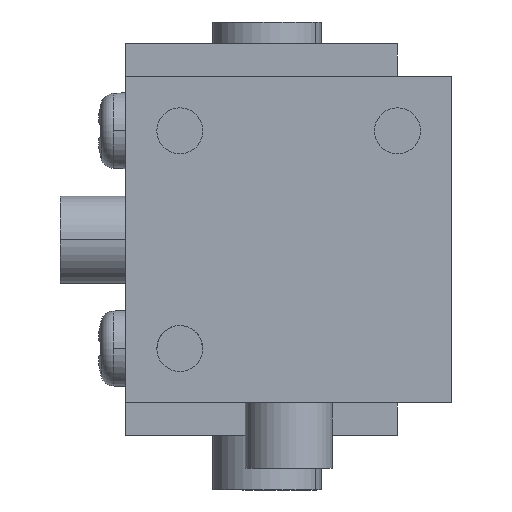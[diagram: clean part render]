
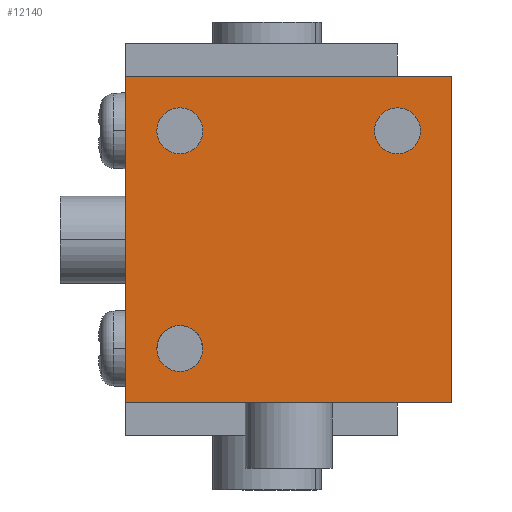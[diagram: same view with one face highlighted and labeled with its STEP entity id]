
A CAD part, front view. The second image highlights one B-rep face of the part: STEP entity #12140.
In plain terms, the highlighted face is planar.
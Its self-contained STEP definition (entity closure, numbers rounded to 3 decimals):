
#86 = DIRECTION ( 'NONE',  ( 0., 0., 1. ) ) ;
#132 = ORIENTED_EDGE ( 'NONE', *, *, #6281, .T. ) ;
#146 = DIRECTION ( 'NONE',  ( 1., 0., 0. ) ) ;
#357 = DIRECTION ( 'NONE',  ( 1., 0., 0. ) ) ;
#419 = CARTESIAN_POINT ( 'NONE',  ( -7.5, 7.5, 0. ) ) ;
#765 = EDGE_CURVE ( 'NONE', #25861, #15783, #13720, .T. ) ;
#804 = EDGE_CURVE ( 'NONE', #4202, #4042, #22806, .T. ) ;
#1150 = ORIENTED_EDGE ( 'NONE', *, *, #804, .T. ) ;
#1258 = EDGE_LOOP ( 'NONE', ( #9981, #21770 ) ) ;
#1448 = DIRECTION ( 'NONE',  ( 0., 0., 1. ) ) ;
#2000 = DIRECTION ( 'NONE',  ( 0., 0., 1. ) ) ;
#2210 = VERTEX_POINT ( 'NONE', #10528 ) ;
#2358 = CIRCLE ( 'NONE', #16559, 1.057 ) ;
#3240 = ORIENTED_EDGE ( 'NONE', *, *, #24207, .F. ) ;
#3309 = CIRCLE ( 'NONE', #20043, 1.057 ) ;
#4042 = VERTEX_POINT ( 'NONE', #19153 ) ;
#4087 = EDGE_CURVE ( 'NONE', #4042, #4202, #2358, .T. ) ;
#4202 = VERTEX_POINT ( 'NONE', #18484 ) ;
#4487 = CIRCLE ( 'NONE', #19041, 1.057 ) ;
#4548 = ORIENTED_EDGE ( 'NONE', *, *, #21878, .T. ) ;
#5452 = ORIENTED_EDGE ( 'NONE', *, *, #15266, .F. ) ;
#5656 = VECTOR ( 'NONE', #15555, 1000. ) ;
#5834 = CARTESIAN_POINT ( 'NONE',  ( 7.5, -7.5, 0. ) ) ;
#5841 = VECTOR ( 'NONE', #15231, 1000. ) ;
#5999 = CARTESIAN_POINT ( 'NONE',  ( 5., 5., 0. ) ) ;
#6083 = CARTESIAN_POINT ( 'NONE',  ( -5., 5., 0. ) ) ;
#6138 = VERTEX_POINT ( 'NONE', #19120 ) ;
#6281 = EDGE_CURVE ( 'NONE', #6138, #15582, #14580, .T. ) ;
#6657 = LINE ( 'NONE', #16347, #12351 ) ;
#6790 = EDGE_CURVE ( 'NONE', #2210, #20794, #3309, .T. ) ;
#7308 = CARTESIAN_POINT ( 'NONE',  ( 7.5, -7.5, 0. ) ) ;
#7370 = ORIENTED_EDGE ( 'NONE', *, *, #765, .F. ) ;
#7686 = CIRCLE ( 'NONE', #25232, 1.057 ) ;
#7999 = FACE_BOUND ( 'NONE', #13207, .T. ) ;
#8867 = CARTESIAN_POINT ( 'NONE',  ( -7.5, 7.5, 0. ) ) ;
#9213 = LINE ( 'NONE', #17184, #5841 ) ;
#9405 = AXIS2_PLACEMENT_3D ( 'NONE', #5999, #22235, #15937 ) ;
#9839 = FACE_BOUND ( 'NONE', #25713, .T. ) ;
#9981 = ORIENTED_EDGE ( 'NONE', *, *, #6790, .T. ) ;
#10164 = CARTESIAN_POINT ( 'NONE',  ( 5., -5., 0. ) ) ;
#10330 = DIRECTION ( 'NONE',  ( 1., 0., 0. ) ) ;
#10429 = DIRECTION ( 'NONE',  ( 0., 0., 1. ) ) ;
#10528 = CARTESIAN_POINT ( 'NONE',  ( 3.943, -5., 0. ) ) ;
#10739 = VERTEX_POINT ( 'NONE', #22554 ) ;
#11692 = VECTOR ( 'NONE', #14361, 1000. ) ;
#12140 = ADVANCED_FACE ( 'NONE', ( #19915, #7999, #9839, #19531 ), #23453, .F. ) ;
#12351 = VECTOR ( 'NONE', #22640, 1000. ) ;
#13207 = EDGE_LOOP ( 'NONE', ( #1150, #18829 ) ) ;
#13720 = LINE ( 'NONE', #7308, #5656 ) ;
#14166 = AXIS2_PLACEMENT_3D ( 'NONE', #22250, #20031, #10330 ) ;
#14192 = DIRECTION ( 'NONE',  ( 0., 0., 1. ) ) ;
#14361 = DIRECTION ( 'NONE',  ( 0., -1., 0. ) ) ;
#14580 = CIRCLE ( 'NONE', #14166, 1.057 ) ;
#14701 = CARTESIAN_POINT ( 'NONE',  ( 6.057, -5., 0. ) ) ;
#15231 = DIRECTION ( 'NONE',  ( -1., 0., 0. ) ) ;
#15266 = EDGE_CURVE ( 'NONE', #22478, #10739, #20639, .T. ) ;
#15304 = AXIS2_PLACEMENT_3D ( 'NONE', #19391, #1448, #19782 ) ;
#15555 = DIRECTION ( 'NONE',  ( 0., 1., 0. ) ) ;
#15582 = VERTEX_POINT ( 'NONE', #21692 ) ;
#15783 = VERTEX_POINT ( 'NONE', #18525 ) ;
#15900 = DIRECTION ( 'NONE',  ( 1., 0., 0. ) ) ;
#15915 = EDGE_CURVE ( 'NONE', #15783, #22478, #9213, .T. ) ;
#15937 = DIRECTION ( 'NONE',  ( 1., 0., 0. ) ) ;
#16347 = CARTESIAN_POINT ( 'NONE',  ( -7.5, -7.5, 0. ) ) ;
#16559 = AXIS2_PLACEMENT_3D ( 'NONE', #18094, #2000, #146 ) ;
#17184 = CARTESIAN_POINT ( 'NONE',  ( 7.5, 7.5, 0. ) ) ;
#18094 = CARTESIAN_POINT ( 'NONE',  ( 5., 5., 0. ) ) ;
#18484 = CARTESIAN_POINT ( 'NONE',  ( 3.943, 5., 0. ) ) ;
#18525 = CARTESIAN_POINT ( 'NONE',  ( 7.5, 7.5, 0. ) ) ;
#18829 = ORIENTED_EDGE ( 'NONE', *, *, #4087, .T. ) ;
#19041 = AXIS2_PLACEMENT_3D ( 'NONE', #24709, #10429, #357 ) ;
#19120 = CARTESIAN_POINT ( 'NONE',  ( -6.057, 5., 0. ) ) ;
#19153 = CARTESIAN_POINT ( 'NONE',  ( 6.057, 5., 0. ) ) ;
#19391 = CARTESIAN_POINT ( 'NONE',  ( 0., 0., 0. ) ) ;
#19531 = FACE_OUTER_BOUND ( 'NONE', #20706, .T. ) ;
#19782 = DIRECTION ( 'NONE',  ( 1., 0., 0. ) ) ;
#19915 = FACE_BOUND ( 'NONE', #1258, .T. ) ;
#20031 = DIRECTION ( 'NONE',  ( 0., 0., 1. ) ) ;
#20043 = AXIS2_PLACEMENT_3D ( 'NONE', #10164, #86, #21972 ) ;
#20639 = LINE ( 'NONE', #8867, #11692 ) ;
#20706 = EDGE_LOOP ( 'NONE', ( #3240, #5452, #22496, #7370 ) ) ;
#20794 = VERTEX_POINT ( 'NONE', #14701 ) ;
#21692 = CARTESIAN_POINT ( 'NONE',  ( -3.943, 5., 0. ) ) ;
#21770 = ORIENTED_EDGE ( 'NONE', *, *, #25568, .T. ) ;
#21878 = EDGE_CURVE ( 'NONE', #15582, #6138, #7686, .T. ) ;
#21972 = DIRECTION ( 'NONE',  ( 1., 0., 0. ) ) ;
#22235 = DIRECTION ( 'NONE',  ( 0., 0., 1. ) ) ;
#22250 = CARTESIAN_POINT ( 'NONE',  ( -5., 5., 0. ) ) ;
#22478 = VERTEX_POINT ( 'NONE', #419 ) ;
#22496 = ORIENTED_EDGE ( 'NONE', *, *, #15915, .F. ) ;
#22554 = CARTESIAN_POINT ( 'NONE',  ( -7.5, -7.5, 0. ) ) ;
#22640 = DIRECTION ( 'NONE',  ( 1., 0., 0. ) ) ;
#22806 = CIRCLE ( 'NONE', #9405, 1.057 ) ;
#23453 = PLANE ( 'NONE',  #15304 ) ;
#24207 = EDGE_CURVE ( 'NONE', #10739, #25861, #6657, .T. ) ;
#24709 = CARTESIAN_POINT ( 'NONE',  ( 5., -5., 0. ) ) ;
#25232 = AXIS2_PLACEMENT_3D ( 'NONE', #6083, #14192, #15900 ) ;
#25568 = EDGE_CURVE ( 'NONE', #20794, #2210, #4487, .T. ) ;
#25713 = EDGE_LOOP ( 'NONE', ( #132, #4548 ) ) ;
#25861 = VERTEX_POINT ( 'NONE', #5834 ) ;
